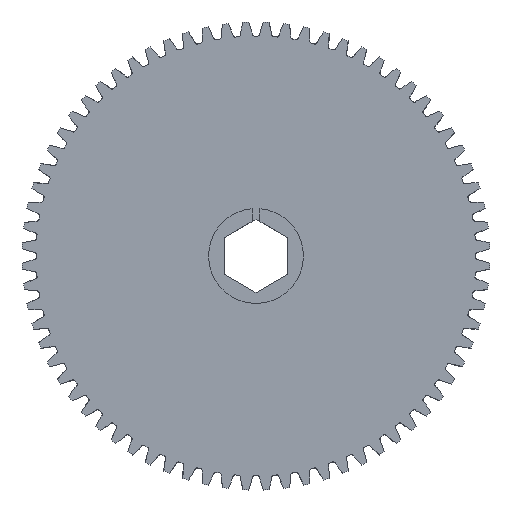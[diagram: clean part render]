
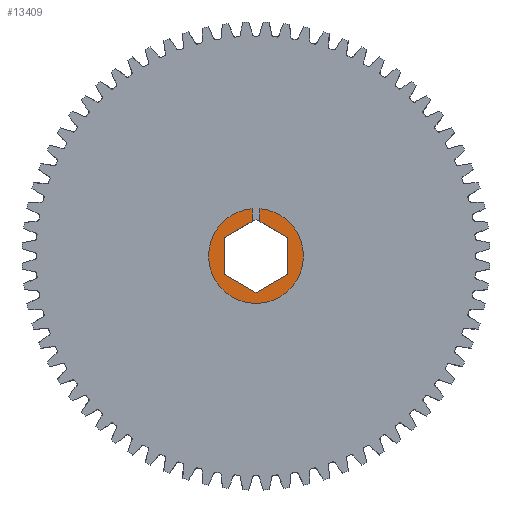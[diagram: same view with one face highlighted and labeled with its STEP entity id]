
A CAD part, top view. The second image highlights one B-rep face of the part: STEP entity #13409.
In plain terms, the highlighted planar face has unit normal (0, 0, 1).
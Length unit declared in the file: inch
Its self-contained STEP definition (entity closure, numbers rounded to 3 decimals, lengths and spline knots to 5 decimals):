
#45 = LINE ( 'NONE', #15915, #18918 ) ;
#422 = VERTEX_POINT ( 'NONE', #15687 ) ;
#647 = CARTESIAN_POINT ( 'NONE',  ( -0.03125, 0.27179, 0.249 ) ) ;
#1683 = CARTESIAN_POINT ( 'NONE',  ( 0., 0., 0.249 ) ) ;
#1730 = ORIENTED_EDGE ( 'NONE', *, *, #21697, .T. ) ;
#1760 = FACE_OUTER_BOUND ( 'NONE', #20461, .T. ) ;
#2334 = EDGE_CURVE ( 'NONE', #18887, #11532, #7592, .T. ) ;
#2483 = CARTESIAN_POINT ( 'NONE',  ( 0., 0., 0.249 ) ) ;
#2786 = ORIENTED_EDGE ( 'NONE', *, *, #19163, .F. ) ;
#2804 = VECTOR ( 'NONE', #21304, 39.37008 ) ;
#2910 = VERTEX_POINT ( 'NONE', #20002 ) ;
#2953 = CARTESIAN_POINT ( 'NONE',  ( 0.03125, 0.3737, 0.249 ) ) ;
#3294 = DIRECTION ( 'NONE',  ( 0.866, -0.5, 0. ) ) ;
#3403 = CARTESIAN_POINT ( 'NONE',  ( 0.03125, 0.17374, 0.249 ) ) ;
#4104 = CARTESIAN_POINT ( 'NONE',  ( 0.03125, 0.27179, 0.249 ) ) ;
#4427 = VERTEX_POINT ( 'NONE', #4104 ) ;
#5701 = CARTESIAN_POINT ( 'NONE',  ( -0.375, 0., 0.249 ) ) ;
#5757 = DIRECTION ( 'NONE',  ( 0., 1., 0. ) ) ;
#5833 = EDGE_CURVE ( 'NONE', #6773, #21127, #7674, .T. ) ;
#5928 = CARTESIAN_POINT ( 'NONE',  ( 0., 0., 0.249 ) ) ;
#6420 = ORIENTED_EDGE ( 'NONE', *, *, #2334, .F. ) ;
#6706 = AXIS2_PLACEMENT_3D ( 'NONE', #1683, #9627, #7427 ) ;
#6773 = VERTEX_POINT ( 'NONE', #10667 ) ;
#6843 = VECTOR ( 'NONE', #3294, 39.37008 ) ;
#7245 = DIRECTION ( 'NONE',  ( 1., 0., 0. ) ) ;
#7427 = DIRECTION ( 'NONE',  ( 1., 0., 0. ) ) ;
#7443 = ORIENTED_EDGE ( 'NONE', *, *, #10243, .F. ) ;
#7592 = LINE ( 'NONE', #25286, #6843 ) ;
#7641 = VECTOR ( 'NONE', #12384, 39.37008 ) ;
#7674 = CIRCLE ( 'NONE', #8504, 0.375 ) ;
#7686 = LINE ( 'NONE', #25631, #25162 ) ;
#8348 = DIRECTION ( 'NONE',  ( 0., 0., 1. ) ) ;
#8504 = AXIS2_PLACEMENT_3D ( 'NONE', #2483, #8348, #16273 ) ;
#8526 = EDGE_CURVE ( 'NONE', #4427, #9455, #15377, .T. ) ;
#9134 = EDGE_CURVE ( 'NONE', #17189, #2910, #7686, .T. ) ;
#9455 = VERTEX_POINT ( 'NONE', #2953 ) ;
#9627 = DIRECTION ( 'NONE',  ( 0., 0., 1. ) ) ;
#9679 = VERTEX_POINT ( 'NONE', #647 ) ;
#10243 = EDGE_CURVE ( 'NONE', #2910, #4427, #45, .T. ) ;
#10667 = CARTESIAN_POINT ( 'NONE',  ( -0.03125, 0.3737, 0.249 ) ) ;
#11271 = CARTESIAN_POINT ( 'NONE',  ( 0., 0., 0.249 ) ) ;
#11344 = AXIS2_PLACEMENT_3D ( 'NONE', #11271, #19449, #7245 ) ;
#11532 = VERTEX_POINT ( 'NONE', #20902 ) ;
#12384 = DIRECTION ( 'NONE',  ( 0.866, 0.5, 0. ) ) ;
#12543 = CARTESIAN_POINT ( 'NONE',  ( -0.03125, 0.17374, 0.249 ) ) ;
#12676 = DIRECTION ( 'NONE',  ( 0., -1., 0. ) ) ;
#12907 = ORIENTED_EDGE ( 'NONE', *, *, #5833, .T. ) ;
#13409 = ADVANCED_FACE ( 'NONE', ( #1760 ), #15546, .T. ) ;
#13474 = LINE ( 'NONE', #13602, #20446 ) ;
#13602 = CARTESIAN_POINT ( 'NONE',  ( -0.251, 0.14491, 0.249 ) ) ;
#13605 = ORIENTED_EDGE ( 'NONE', *, *, #23134, .F. ) ;
#13790 = DIRECTION ( 'NONE',  ( 0., 1., 0. ) ) ;
#13970 = DIRECTION ( 'NONE',  ( -0.866, 0.5, 0. ) ) ;
#14331 = LINE ( 'NONE', #22272, #7641 ) ;
#14653 = CARTESIAN_POINT ( 'NONE',  ( -0.251, -0.14491, 0.249 ) ) ;
#15377 = LINE ( 'NONE', #3403, #16858 ) ;
#15546 = PLANE ( 'NONE',  #17303 ) ;
#15687 = CARTESIAN_POINT ( 'NONE',  ( -0.251, 0.14491, 0.249 ) ) ;
#15915 = CARTESIAN_POINT ( 'NONE',  ( 0.251, 0.14491, 0.249 ) ) ;
#16273 = DIRECTION ( 'NONE',  ( 1., 0., 0. ) ) ;
#16641 = ORIENTED_EDGE ( 'NONE', *, *, #17373, .T. ) ;
#16858 = VECTOR ( 'NONE', #5757, 39.37008 ) ;
#16959 = LINE ( 'NONE', #12543, #22152 ) ;
#17189 = VERTEX_POINT ( 'NONE', #20118 ) ;
#17303 = AXIS2_PLACEMENT_3D ( 'NONE', #5928, #21281, #23359 ) ;
#17373 = EDGE_CURVE ( 'NONE', #21127, #23108, #19638, .T. ) ;
#18887 = VERTEX_POINT ( 'NONE', #14653 ) ;
#18918 = VECTOR ( 'NONE', #13970, 39.37008 ) ;
#19148 = CIRCLE ( 'NONE', #6706, 0.375 ) ;
#19163 = EDGE_CURVE ( 'NONE', #422, #18887, #13474, .T. ) ;
#19449 = DIRECTION ( 'NONE',  ( 0., 0., 1. ) ) ;
#19638 = CIRCLE ( 'NONE', #11344, 0.375 ) ;
#20002 = CARTESIAN_POINT ( 'NONE',  ( 0.251, 0.14491, 0.249 ) ) ;
#20118 = CARTESIAN_POINT ( 'NONE',  ( 0.251, -0.14491, 0.249 ) ) ;
#20446 = VECTOR ( 'NONE', #25570, 39.37008 ) ;
#20461 = EDGE_LOOP ( 'NONE', ( #13605, #12907, #16641, #1730, #24878, #7443, #23451, #23847, #6420, #2786, #20584 ) ) ;
#20584 = ORIENTED_EDGE ( 'NONE', *, *, #25043, .F. ) ;
#20902 = CARTESIAN_POINT ( 'NONE',  ( 0., -0.28983, 0.249 ) ) ;
#21053 = LINE ( 'NONE', #23129, #2804 ) ;
#21127 = VERTEX_POINT ( 'NONE', #5701 ) ;
#21281 = DIRECTION ( 'NONE',  ( 0., 0., 1. ) ) ;
#21304 = DIRECTION ( 'NONE',  ( -0.866, -0.5, 0. ) ) ;
#21697 = EDGE_CURVE ( 'NONE', #23108, #9455, #19148, .T. ) ;
#22152 = VECTOR ( 'NONE', #12676, 39.37008 ) ;
#22272 = CARTESIAN_POINT ( 'NONE',  ( 0., -0.28983, 0.249 ) ) ;
#23108 = VERTEX_POINT ( 'NONE', #24636 ) ;
#23129 = CARTESIAN_POINT ( 'NONE',  ( 0., 0.28983, 0.249 ) ) ;
#23134 = EDGE_CURVE ( 'NONE', #6773, #9679, #16959, .T. ) ;
#23359 = DIRECTION ( 'NONE',  ( 1., 0., 0. ) ) ;
#23421 = EDGE_CURVE ( 'NONE', #11532, #17189, #14331, .T. ) ;
#23451 = ORIENTED_EDGE ( 'NONE', *, *, #9134, .F. ) ;
#23847 = ORIENTED_EDGE ( 'NONE', *, *, #23421, .F. ) ;
#24636 = CARTESIAN_POINT ( 'NONE',  ( 0.375, 0., 0.249 ) ) ;
#24878 = ORIENTED_EDGE ( 'NONE', *, *, #8526, .F. ) ;
#25043 = EDGE_CURVE ( 'NONE', #9679, #422, #21053, .T. ) ;
#25162 = VECTOR ( 'NONE', #13790, 39.37008 ) ;
#25286 = CARTESIAN_POINT ( 'NONE',  ( -0.251, -0.14491, 0.249 ) ) ;
#25570 = DIRECTION ( 'NONE',  ( 0., -1., 0. ) ) ;
#25631 = CARTESIAN_POINT ( 'NONE',  ( 0.251, -0.14491, 0.249 ) ) ;
